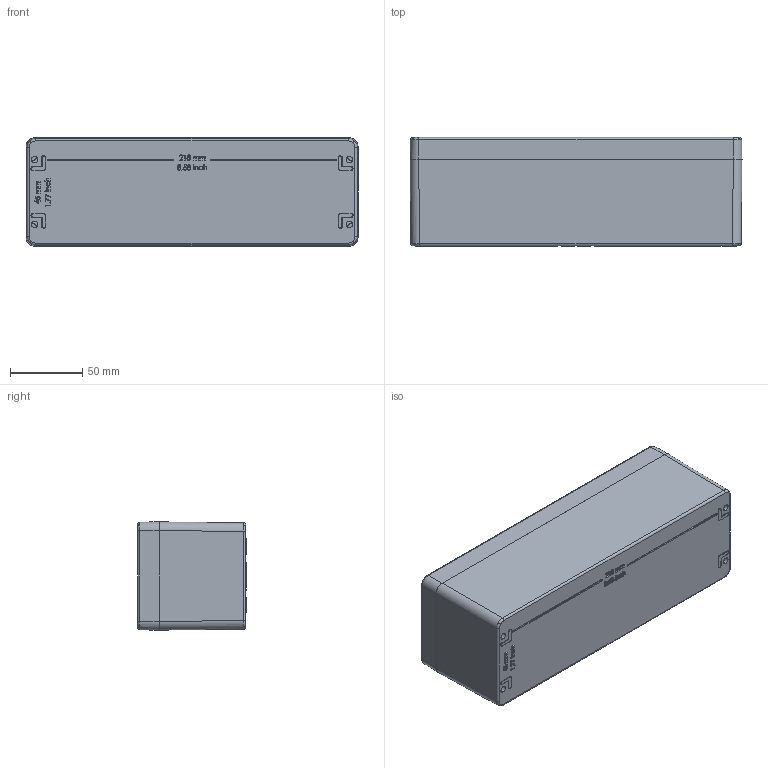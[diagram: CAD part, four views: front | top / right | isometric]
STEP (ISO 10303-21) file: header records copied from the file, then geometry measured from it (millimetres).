
FILE_DESCRIPTION (( 'STEP AP214' ), '1' );
FILE_NAME ('26082308.STEP', '2017-06-08T12:36:28', ( 'Macha' ), ( 'Hewlett-Packard Company' ), 'SwSTEP 2.0', 'SolidWorks 2015', '' );
FILE_SCHEMA (( 'AUTOMOTIVE_DESIGN' ));
Length unit declared in the file: millimetre
Products named in the file (9): 26082308; 92684; 82014_580; 93133; 23235-Deckel; 23045-Unterteil; 86221; 86223
Assembly tree (23 placements, depth 3):
  26082308
    23045-Unterteil
      23045-Unterteil
      86223  x6
      86221  x6
    23235-Deckel
    93133  x6
    82014_580
    92684
Bounding box: 230 x 75.5 x 75 mm (x, y, z)
Volume: 383732.7 mm3; surface area: 171171.9 mm2
Topology: 22 solids, 22 shells, 1989 faces, 4907 edges, 3052 vertices
Faces by surface type: plane 739, bspline 486, cylinder 318, cone 261, torus 181, sphere 4
Entity records: 65314 total; most frequent: CARTESIAN_POINT 32181, ORIENTED_EDGE 7494, DIRECTION 5704, EDGE_CURVE 3747, VERTEX_POINT 2352, AXIS2_PLACEMENT_3D 1961, LINE 1782, VECTOR 1782
